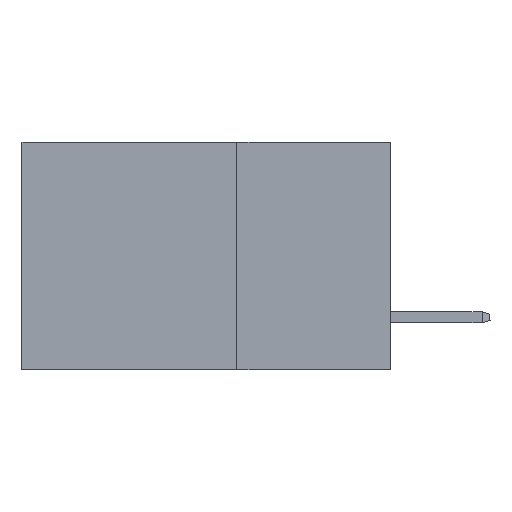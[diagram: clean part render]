
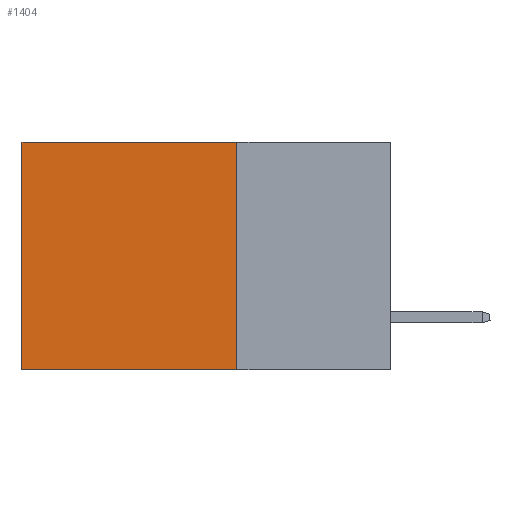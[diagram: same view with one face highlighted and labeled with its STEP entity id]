
A CAD part, left-side view. The second image highlights one B-rep face of the part: STEP entity #1404.
In plain terms, the highlighted planar face has unit normal (-1, 0, 0).
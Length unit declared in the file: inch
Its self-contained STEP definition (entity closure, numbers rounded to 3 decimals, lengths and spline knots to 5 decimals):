
#29 = CARTESIAN_POINT ( 'NONE',  ( 0.2875, 0.25, -0.37 ) ) ;
#162 = CARTESIAN_POINT ( 'NONE',  ( 0.2875, 0.25, 0. ) ) ;
#720 = DIRECTION ( 'NONE',  ( 1., 0., 0. ) ) ;
#1404 = ADVANCED_FACE ( 'NONE', ( #3372 ), #5775, .F. ) ;
#1761 = DIRECTION ( 'NONE',  ( 0., 0., -1. ) ) ;
#2196 = DIRECTION ( 'NONE',  ( 0., 1., 0. ) ) ;
#2283 = EDGE_CURVE ( 'NONE', #12449, #3124, #5760, .T. ) ;
#2477 = ORIENTED_EDGE ( 'NONE', *, *, #2283, .T. ) ;
#2718 = DIRECTION ( 'NONE',  ( 0., 0., -1. ) ) ;
#3124 = VERTEX_POINT ( 'NONE', #8006 ) ;
#3247 = DIRECTION ( 'NONE',  ( 0., 1., 0. ) ) ;
#3372 = FACE_OUTER_BOUND ( 'NONE', #6129, .T. ) ;
#4103 = VECTOR ( 'NONE', #2718, 39.37008 ) ;
#4518 = ORIENTED_EDGE ( 'NONE', *, *, #11980, .F. ) ;
#4578 = LINE ( 'NONE', #6854, #4103 ) ;
#4596 = CARTESIAN_POINT ( 'NONE',  ( 0.2875, 0.25, 0. ) ) ;
#4855 = DIRECTION ( 'NONE',  ( 0., 0., -1. ) ) ;
#5379 = CARTESIAN_POINT ( 'NONE',  ( 0.2875, 0.25, 0. ) ) ;
#5760 = LINE ( 'NONE', #162, #11624 ) ;
#5775 = PLANE ( 'NONE',  #8144 ) ;
#6129 = EDGE_LOOP ( 'NONE', ( #8595, #6591, #4518, #2477 ) ) ;
#6591 = ORIENTED_EDGE ( 'NONE', *, *, #12235, .F. ) ;
#6854 = CARTESIAN_POINT ( 'NONE',  ( 0.2875, 0.25, 0. ) ) ;
#7445 = LINE ( 'NONE', #9494, #9224 ) ;
#7451 = VERTEX_POINT ( 'NONE', #12004 ) ;
#7875 = VERTEX_POINT ( 'NONE', #29 ) ;
#8006 = CARTESIAN_POINT ( 'NONE',  ( 0.2875, 0.6, 0. ) ) ;
#8144 = AXIS2_PLACEMENT_3D ( 'NONE', #4596, #720, #1761 ) ;
#8595 = ORIENTED_EDGE ( 'NONE', *, *, #11786, .T. ) ;
#9224 = VECTOR ( 'NONE', #3247, 39.37008 ) ;
#9494 = CARTESIAN_POINT ( 'NONE',  ( 0.2875, 0.25, -0.37 ) ) ;
#9850 = LINE ( 'NONE', #12163, #10798 ) ;
#10798 = VECTOR ( 'NONE', #4855, 39.37008 ) ;
#11624 = VECTOR ( 'NONE', #2196, 39.37008 ) ;
#11786 = EDGE_CURVE ( 'NONE', #3124, #7451, #9850, .T. ) ;
#11980 = EDGE_CURVE ( 'NONE', #12449, #7875, #4578, .T. ) ;
#12004 = CARTESIAN_POINT ( 'NONE',  ( 0.2875, 0.6, -0.37 ) ) ;
#12163 = CARTESIAN_POINT ( 'NONE',  ( 0.2875, 0.6, 0. ) ) ;
#12235 = EDGE_CURVE ( 'NONE', #7875, #7451, #7445, .T. ) ;
#12449 = VERTEX_POINT ( 'NONE', #5379 ) ;
